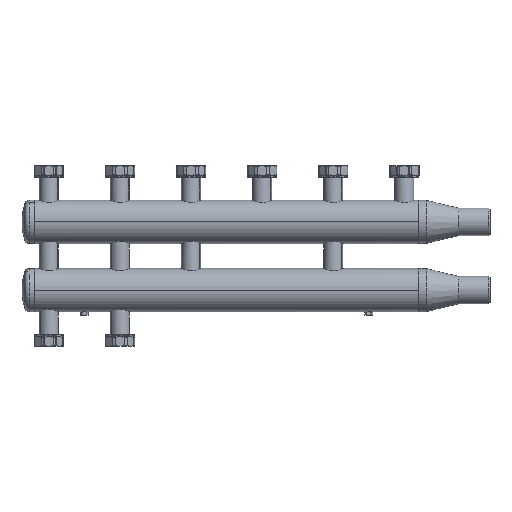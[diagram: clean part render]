
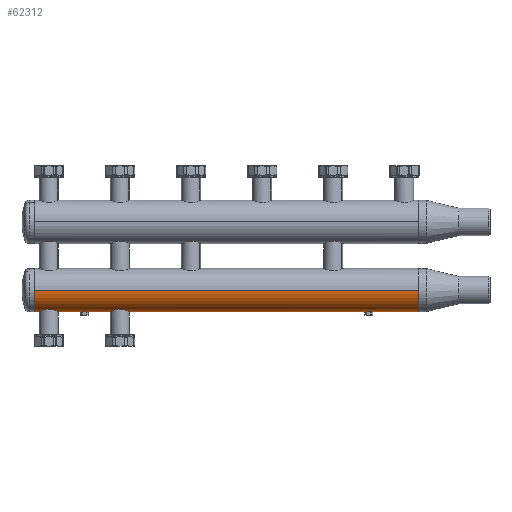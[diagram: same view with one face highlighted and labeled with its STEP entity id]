
A CAD part, front view. The second image highlights one B-rep face of the part: STEP entity #62312.
In plain terms, the highlighted cylindrical face has radius 38.05 mm (diameter 76.1 mm), a partial arc.
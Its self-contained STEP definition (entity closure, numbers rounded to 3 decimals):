
#61947=CARTESIAN_POINT('Vertex',(0.,38.05,-120.)) ;
#61949=CARTESIAN_POINT('Vertex',(0.,-38.05,-120.)) ;
#61952=CARTESIAN_POINT('Axis2P3D Location',(0.,0.,-120.)) ;
#61971=CARTESIAN_POINT('Vertex',(-508.,0.,-158.05)) ;
#61975=CARTESIAN_POINT('Control Point',(-543.5,0.,-158.05)) ;
#61976=CARTESIAN_POINT('Control Point',(-543.5,-2.284,-158.05)) ;
#61977=CARTESIAN_POINT('Control Point',(-543.133,-4.569,-157.879)) ;
#61978=CARTESIAN_POINT('Control Point',(-542.397,-6.753,-157.535)) ;
#61979=CARTESIAN_POINT('Control Point',(-540.754,-9.895,-156.814)) ;
#61980=CARTESIAN_POINT('Control Point',(-538.442,-12.504,-155.957)) ;
#61981=CARTESIAN_POINT('Control Point',(-537.528,-13.368,-155.64)) ;
#61982=CARTESIAN_POINT('Control Point',(-534.926,-15.428,-154.821)) ;
#61983=CARTESIAN_POINT('Control Point',(-531.874,-16.855,-154.13)) ;
#61984=CARTESIAN_POINT('Control Point',(-529.838,-17.469,-153.805)) ;
#61985=CARTESIAN_POINT('Control Point',(-525.403,-18.092,-153.476)) ;
#61986=CARTESIAN_POINT('Control Point',(-520.982,-17.335,-153.875)) ;
#61987=CARTESIAN_POINT('Control Point',(-518.786,-16.564,-154.281)) ;
#61988=CARTESIAN_POINT('Control Point',(-515.531,-14.806,-155.106)) ;
#61989=CARTESIAN_POINT('Control Point',(-512.859,-12.32,-156.023)) ;
#61990=CARTESIAN_POINT('Control Point',(-511.933,-11.273,-156.369)) ;
#61991=CARTESIAN_POINT('Control Point',(-510.032,-8.642,-157.126)) ;
#61992=CARTESIAN_POINT('Control Point',(-508.752,-5.604,-157.699)) ;
#61993=CARTESIAN_POINT('Control Point',(-508.251,-3.773,-157.933)) ;
#61994=CARTESIAN_POINT('Control Point',(-508.,-1.887,-158.05)) ;
#61995=CARTESIAN_POINT('Control Point',(-508.,0.,-158.05)) ;
#61996=CARTESIAN_POINT('Vertex',(-543.5,0.,-158.05)) ;
#62015=CARTESIAN_POINT('Control Point',(-508.,0.,-158.05)) ;
#62016=CARTESIAN_POINT('Control Point',(-508.,2.284,-158.05)) ;
#62017=CARTESIAN_POINT('Control Point',(-508.367,4.569,-157.879)) ;
#62018=CARTESIAN_POINT('Control Point',(-509.103,6.753,-157.535)) ;
#62019=CARTESIAN_POINT('Control Point',(-510.746,9.895,-156.814)) ;
#62020=CARTESIAN_POINT('Control Point',(-513.058,12.504,-155.957)) ;
#62021=CARTESIAN_POINT('Control Point',(-513.972,13.368,-155.64)) ;
#62022=CARTESIAN_POINT('Control Point',(-516.574,15.428,-154.821)) ;
#62023=CARTESIAN_POINT('Control Point',(-519.626,16.855,-154.13)) ;
#62024=CARTESIAN_POINT('Control Point',(-521.662,17.469,-153.805)) ;
#62025=CARTESIAN_POINT('Control Point',(-526.097,18.092,-153.476)) ;
#62026=CARTESIAN_POINT('Control Point',(-530.518,17.335,-153.875)) ;
#62027=CARTESIAN_POINT('Control Point',(-532.714,16.564,-154.281)) ;
#62028=CARTESIAN_POINT('Control Point',(-535.969,14.806,-155.106)) ;
#62029=CARTESIAN_POINT('Control Point',(-538.641,12.32,-156.023)) ;
#62030=CARTESIAN_POINT('Control Point',(-539.567,11.273,-156.369)) ;
#62031=CARTESIAN_POINT('Control Point',(-541.468,8.642,-157.126)) ;
#62032=CARTESIAN_POINT('Control Point',(-542.748,5.604,-157.699)) ;
#62033=CARTESIAN_POINT('Control Point',(-543.249,3.773,-157.933)) ;
#62034=CARTESIAN_POINT('Control Point',(-543.5,1.887,-158.05)) ;
#62035=CARTESIAN_POINT('Control Point',(-543.5,0.,-158.05)) ;
#62054=CARTESIAN_POINT('Vertex',(-633.,0.,-158.05)) ;
#62058=CARTESIAN_POINT('Control Point',(-668.5,0.,-158.05)) ;
#62059=CARTESIAN_POINT('Control Point',(-668.5,-2.284,-158.05)) ;
#62060=CARTESIAN_POINT('Control Point',(-668.133,-4.569,-157.879)) ;
#62061=CARTESIAN_POINT('Control Point',(-667.397,-6.753,-157.535)) ;
#62062=CARTESIAN_POINT('Control Point',(-665.754,-9.895,-156.814)) ;
#62063=CARTESIAN_POINT('Control Point',(-663.442,-12.504,-155.957)) ;
#62064=CARTESIAN_POINT('Control Point',(-662.528,-13.368,-155.64)) ;
#62065=CARTESIAN_POINT('Control Point',(-659.926,-15.428,-154.821)) ;
#62066=CARTESIAN_POINT('Control Point',(-656.874,-16.855,-154.13)) ;
#62067=CARTESIAN_POINT('Control Point',(-654.838,-17.469,-153.805)) ;
#62068=CARTESIAN_POINT('Control Point',(-650.403,-18.092,-153.476)) ;
#62069=CARTESIAN_POINT('Control Point',(-645.982,-17.335,-153.875)) ;
#62070=CARTESIAN_POINT('Control Point',(-643.786,-16.564,-154.281)) ;
#62071=CARTESIAN_POINT('Control Point',(-640.531,-14.806,-155.106)) ;
#62072=CARTESIAN_POINT('Control Point',(-637.859,-12.32,-156.023)) ;
#62073=CARTESIAN_POINT('Control Point',(-636.933,-11.273,-156.369)) ;
#62074=CARTESIAN_POINT('Control Point',(-635.032,-8.642,-157.126)) ;
#62075=CARTESIAN_POINT('Control Point',(-633.752,-5.604,-157.699)) ;
#62076=CARTESIAN_POINT('Control Point',(-633.251,-3.773,-157.933)) ;
#62077=CARTESIAN_POINT('Control Point',(-633.,-1.887,-158.05)) ;
#62078=CARTESIAN_POINT('Control Point',(-633.,0.,-158.05)) ;
#62079=CARTESIAN_POINT('Vertex',(-668.5,0.,-158.05)) ;
#62098=CARTESIAN_POINT('Control Point',(-633.,0.,-158.05)) ;
#62099=CARTESIAN_POINT('Control Point',(-633.,2.284,-158.05)) ;
#62100=CARTESIAN_POINT('Control Point',(-633.367,4.569,-157.879)) ;
#62101=CARTESIAN_POINT('Control Point',(-634.103,6.753,-157.535)) ;
#62102=CARTESIAN_POINT('Control Point',(-635.746,9.895,-156.814)) ;
#62103=CARTESIAN_POINT('Control Point',(-638.058,12.504,-155.957)) ;
#62104=CARTESIAN_POINT('Control Point',(-638.972,13.368,-155.64)) ;
#62105=CARTESIAN_POINT('Control Point',(-641.574,15.428,-154.821)) ;
#62106=CARTESIAN_POINT('Control Point',(-644.626,16.855,-154.13)) ;
#62107=CARTESIAN_POINT('Control Point',(-646.662,17.469,-153.805)) ;
#62108=CARTESIAN_POINT('Control Point',(-651.097,18.092,-153.476)) ;
#62109=CARTESIAN_POINT('Control Point',(-655.518,17.335,-153.875)) ;
#62110=CARTESIAN_POINT('Control Point',(-657.714,16.564,-154.281)) ;
#62111=CARTESIAN_POINT('Control Point',(-660.969,14.806,-155.106)) ;
#62112=CARTESIAN_POINT('Control Point',(-663.641,12.32,-156.023)) ;
#62113=CARTESIAN_POINT('Control Point',(-664.567,11.273,-156.369)) ;
#62114=CARTESIAN_POINT('Control Point',(-666.468,8.642,-157.126)) ;
#62115=CARTESIAN_POINT('Control Point',(-667.748,5.604,-157.699)) ;
#62116=CARTESIAN_POINT('Control Point',(-668.249,3.773,-157.933)) ;
#62117=CARTESIAN_POINT('Control Point',(-668.5,1.887,-158.05)) ;
#62118=CARTESIAN_POINT('Control Point',(-668.5,0.,-158.05)) ;
#62173=CARTESIAN_POINT('Axis2P3D Location',(-338.25,0.,-120.)) ;
#62182=CARTESIAN_POINT('Vertex',(-676.5,38.05,-120.)) ;
#62184=CARTESIAN_POINT('Vertex',(-676.5,-38.05,-120.)) ;
#62187=CARTESIAN_POINT('Line Origine',(-338.25,-38.05,-120.)) ;
#62192=CARTESIAN_POINT('Line Origine',(-338.25,38.05,-120.)) ;
#62271=CARTESIAN_POINT('Axis2P3D Location',(-676.5,0.,-120.)) ;
#62189=VECTOR('Line Direction',#62188,1.) ;
#62194=VECTOR('Line Direction',#62193,1.) ;
#61953=DIRECTION('Axis2P3D Direction',(1.,0.,0.)) ;
#62174=DIRECTION('Axis2P3D Direction',(1.,0.,0.)) ;
#62175=DIRECTION('Axis2P3D XDirection',(0.,1.,0.)) ;
#62188=DIRECTION('Vector Direction',(1.,0.,0.)) ;
#62193=DIRECTION('Vector Direction',(1.,0.,0.)) ;
#62272=DIRECTION('Axis2P3D Direction',(1.,0.,0.)) ;
#61954=AXIS2_PLACEMENT_3D('Circle Axis2P3D',#61952,#61953,$) ;
#62176=AXIS2_PLACEMENT_3D('Cylinder Axis2P3D',#62173,#62174,#62175) ;
#62273=AXIS2_PLACEMENT_3D('Circle Axis2P3D',#62271,#62272,$) ;
#62190=LINE('Line',#62187,#62189) ;
#62195=LINE('Line',#62192,#62194) ;
#61955=CIRCLE('generated circle',#61954,38.05) ;
#62274=CIRCLE('generated circle',#62273,38.05) ;
#62177=CYLINDRICAL_SURFACE('generated cylinder',#62176,38.05) ;
#62307=FACE_BOUND('',#62304,.T.) ;
#62311=FACE_BOUND('',#62308,.T.) ;
#61956=EDGE_CURVE('',#61950,#61948,#61955,.T.) ;
#61998=EDGE_CURVE('',#61997,#61972,#61974,.T.) ;
#62036=EDGE_CURVE('',#61972,#61997,#62014,.T.) ;
#62081=EDGE_CURVE('',#62080,#62055,#62057,.T.) ;
#62119=EDGE_CURVE('',#62055,#62080,#62097,.T.) ;
#62191=EDGE_CURVE('',#61950,#62185,#62190,.F.) ;
#62196=EDGE_CURVE('',#61948,#62183,#62195,.F.) ;
#62275=EDGE_CURVE('',#62185,#62183,#62274,.T.) ;
#62299=ORIENTED_EDGE('',*,*,#62196,.F.) ;
#62300=ORIENTED_EDGE('',*,*,#61956,.F.) ;
#62301=ORIENTED_EDGE('',*,*,#62191,.T.) ;
#62302=ORIENTED_EDGE('',*,*,#62275,.T.) ;
#62305=ORIENTED_EDGE('',*,*,#62036,.T.) ;
#62306=ORIENTED_EDGE('',*,*,#61998,.T.) ;
#62309=ORIENTED_EDGE('',*,*,#62119,.T.) ;
#62310=ORIENTED_EDGE('',*,*,#62081,.T.) ;
#62298=EDGE_LOOP('',(#62299,#62300,#62301,#62302)) ;
#62304=EDGE_LOOP('',(#62305,#62306)) ;
#62308=EDGE_LOOP('',(#62309,#62310)) ;
#61948=VERTEX_POINT('',#61947) ;
#61950=VERTEX_POINT('',#61949) ;
#61972=VERTEX_POINT('',#61971) ;
#61997=VERTEX_POINT('',#61996) ;
#62055=VERTEX_POINT('',#62054) ;
#62080=VERTEX_POINT('',#62079) ;
#62183=VERTEX_POINT('',#62182) ;
#62185=VERTEX_POINT('',#62184) ;
#62312=ADVANCED_FACE('PartBody',(#62303,#62307,#62311),#62177,.T.) ;
#61974=B_SPLINE_CURVE_WITH_KNOTS('',5,(#61975,#61976,#61977,#61978,#61979,#61980,#61981,#61982,#61983,#61984,#61985,#61986,#61987,#61988,#61989,#61990,#61991,#61992,#61993,#61994,#61995),.UNSPECIFIED.,.F.,.U.,(6,3,3,3,3,3,6),(0.,16.153,25.284,40.228,56.598,66.714,80.054),.UNSPECIFIED.) ;
#62014=B_SPLINE_CURVE_WITH_KNOTS('',5,(#62015,#62016,#62017,#62018,#62019,#62020,#62021,#62022,#62023,#62024,#62025,#62026,#62027,#62028,#62029,#62030,#62031,#62032,#62033,#62034,#62035),.UNSPECIFIED.,.F.,.U.,(6,3,3,3,3,3,6),(0.,16.153,25.284,40.228,56.598,66.714,80.054),.UNSPECIFIED.) ;
#62057=B_SPLINE_CURVE_WITH_KNOTS('',5,(#62058,#62059,#62060,#62061,#62062,#62063,#62064,#62065,#62066,#62067,#62068,#62069,#62070,#62071,#62072,#62073,#62074,#62075,#62076,#62077,#62078),.UNSPECIFIED.,.F.,.U.,(6,3,3,3,3,3,6),(0.,16.153,25.284,40.228,56.598,66.714,80.054),.UNSPECIFIED.) ;
#62097=B_SPLINE_CURVE_WITH_KNOTS('',5,(#62098,#62099,#62100,#62101,#62102,#62103,#62104,#62105,#62106,#62107,#62108,#62109,#62110,#62111,#62112,#62113,#62114,#62115,#62116,#62117,#62118),.UNSPECIFIED.,.F.,.U.,(6,3,3,3,3,3,6),(0.,16.153,25.284,40.228,56.598,66.714,80.054),.UNSPECIFIED.) ;
#62303=FACE_OUTER_BOUND('',#62298,.T.) ;
